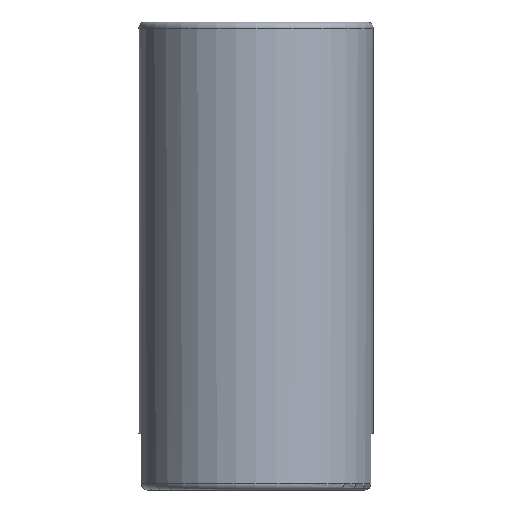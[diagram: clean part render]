
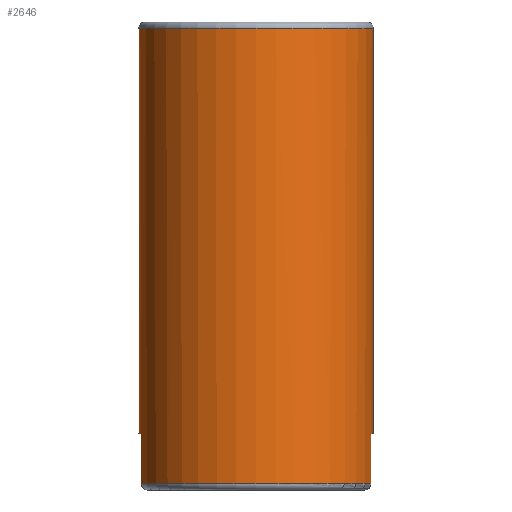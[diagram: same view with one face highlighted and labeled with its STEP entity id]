
A CAD part, front view. The second image highlights one B-rep face of the part: STEP entity #2646.
In plain terms, the highlighted cylindrical face has radius 2.388 mm (diameter 4.775 mm), a full revolution.
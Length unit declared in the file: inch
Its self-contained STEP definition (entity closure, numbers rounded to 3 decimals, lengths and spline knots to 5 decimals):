
#493 = DIRECTION ( 'NONE',  ( 0., 0., 1. ) ) ;
#494 = DIRECTION ( 'NONE',  ( 1., 0., 0. ) ) ;
#513 = CARTESIAN_POINT ( 'NONE',  ( -0.09206, 0.019, 0.045 ) ) ;
#514 = CARTESIAN_POINT ( 'NONE',  ( 0.09206, -0.019, 0.005 ) ) ;
#515 = CARTESIAN_POINT ( 'NONE',  ( 0.09206, 0.019, 0.045 ) ) ;
#519 = CARTESIAN_POINT ( 'NONE',  ( -0.09206, -0.019, 0.005 ) ) ;
#538 = CARTESIAN_POINT ( 'NONE',  ( -0.09206, -0.019, 0.045 ) ) ;
#541 = CARTESIAN_POINT ( 'NONE',  ( 0.09206, -0.019, 0.045 ) ) ;
#552 = CARTESIAN_POINT ( 'NONE',  ( -0.09206, 0.019, 0.005 ) ) ;
#564 = VERTEX_POINT ( 'NONE', #552 ) ;
#578 = VERTEX_POINT ( 'NONE', #538 ) ;
#581 = VERTEX_POINT ( 'NONE', #541 ) ;
#587 = CARTESIAN_POINT ( 'NONE',  ( 0.09206, 0.019, 0.005 ) ) ;
#603 = VERTEX_POINT ( 'NONE', #519 ) ;
#604 = VERTEX_POINT ( 'NONE', #515 ) ;
#605 = VERTEX_POINT ( 'NONE', #514 ) ;
#608 = VERTEX_POINT ( 'NONE', #513 ) ;
#609 = VERTEX_POINT ( 'NONE', #587 ) ;
#619 = CARTESIAN_POINT ( 'NONE',  ( 0., 0., 0.005 ) ) ;
#661 = CARTESIAN_POINT ( 'NONE',  ( 0., 0., 0.045 ) ) ;
#662 = DIRECTION ( 'NONE',  ( 0., 0., 1. ) ) ;
#663 = DIRECTION ( 'NONE',  ( 1., 0., 0. ) ) ;
#799 = VECTOR ( 'NONE', #1039, 39.37008 ) ;
#801 = LINE ( 'NONE', #1034, #802 ) ;
#802 = VECTOR ( 'NONE', #1033, 39.37008 ) ;
#959 = DIRECTION ( 'NONE',  ( 0., 0., 1. ) ) ;
#960 = DIRECTION ( 'NONE',  ( 1., 0., 0. ) ) ;
#966 = CARTESIAN_POINT ( 'NONE',  ( 0., 0., 0.37381 ) ) ;
#1025 = DIRECTION ( 'NONE',  ( 1., 0., 0. ) ) ;
#1026 = DIRECTION ( 'NONE',  ( 0., 0., 1. ) ) ;
#1032 = CARTESIAN_POINT ( 'NONE',  ( 0., 0., 0.37 ) ) ;
#1033 = DIRECTION ( 'NONE',  ( 0., 0., 1. ) ) ;
#1034 = CARTESIAN_POINT ( 'NONE',  ( 0.09206, -0.019, 0.37381 ) ) ;
#1039 = DIRECTION ( 'NONE',  ( 0., 0., 1. ) ) ;
#1040 = CARTESIAN_POINT ( 'NONE',  ( -0.09206, 0.019, 0.37381 ) ) ;
#1251 = EDGE_CURVE ( 'NONE', #603, #605, #1948, .T. ) ;
#1271 = EDGE_CURVE ( 'NONE', #608, #578, #1942, .T. ) ;
#1276 = EDGE_CURVE ( 'NONE', #604, #609, #1939, .T. ) ;
#1277 = AXIS2_PLACEMENT_3D ( 'NONE', #619, #493, #494 ) ;
#1283 = EDGE_CURVE ( 'NONE', #578, #603, #1856, .T. ) ;
#1300 = EDGE_CURVE ( 'NONE', #581, #604, #1839, .T. ) ;
#1303 = EDGE_CURVE ( 'NONE', #609, #564, #1837, .T. ) ;
#1318 = EDGE_CURVE ( 'NONE', #564, #608, #3162, .T. ) ;
#1320 = EDGE_CURVE ( 'NONE', #605, #581, #801, .T. ) ;
#1321 = EDGE_CURVE ( 'NONE', #2607, #2607, #1813, .T. ) ;
#1467 = DIRECTION ( 'NONE',  ( 1., 0., 0. ) ) ;
#1468 = DIRECTION ( 'NONE',  ( 0., 0., 1. ) ) ;
#1469 = CARTESIAN_POINT ( 'NONE',  ( 0., 0., 0.005 ) ) ;
#1480 = DIRECTION ( 'NONE',  ( 1., 0., 0. ) ) ;
#1481 = DIRECTION ( 'NONE',  ( 0., 0., 1. ) ) ;
#1482 = CARTESIAN_POINT ( 'NONE',  ( 0., 0., 0.045 ) ) ;
#1713 = DIRECTION ( 'NONE',  ( 0., 0., -1. ) ) ;
#1714 = CARTESIAN_POINT ( 'NONE',  ( -0.09206, -0.019, 0.37381 ) ) ;
#1748 = DIRECTION ( 'NONE',  ( 0., 0., -1. ) ) ;
#1749 = CARTESIAN_POINT ( 'NONE',  ( 0.09206, 0.019, 0.37381 ) ) ;
#1807 = CYLINDRICAL_SURFACE ( 'NONE', #1916, 0.094 ) ;
#1809 = FACE_OUTER_BOUND ( 'NONE', #2574, .T. ) ;
#1813 = CIRCLE ( 'NONE', #1878, 0.094 ) ;
#1823 = FACE_OUTER_BOUND ( 'NONE', #2584, .T. ) ;
#1837 = CIRCLE ( 'NONE', #1886, 0.094 ) ;
#1839 = CIRCLE ( 'NONE', #1914, 0.094 ) ;
#1854 = VECTOR ( 'NONE', #1713, 39.37008 ) ;
#1856 = LINE ( 'NONE', #1714, #1854 ) ;
#1878 = AXIS2_PLACEMENT_3D ( 'NONE', #1032, #1026, #1025 ) ;
#1886 = AXIS2_PLACEMENT_3D ( 'NONE', #1469, #1468, #1467 ) ;
#1911 = AXIS2_PLACEMENT_3D ( 'NONE', #661, #662, #663 ) ;
#1914 = AXIS2_PLACEMENT_3D ( 'NONE', #1482, #1481, #1480 ) ;
#1916 = AXIS2_PLACEMENT_3D ( 'NONE', #966, #959, #960 ) ;
#1938 = VECTOR ( 'NONE', #1748, 39.37008 ) ;
#1939 = LINE ( 'NONE', #1749, #1938 ) ;
#1942 = CIRCLE ( 'NONE', #1911, 0.094 ) ;
#1948 = CIRCLE ( 'NONE', #1277, 0.094 ) ;
#2503 = ORIENTED_EDGE ( 'NONE', *, *, #1321, .F. ) ;
#2504 = ORIENTED_EDGE ( 'NONE', *, *, #1318, .T. ) ;
#2505 = ORIENTED_EDGE ( 'NONE', *, *, #1271, .T. ) ;
#2506 = ORIENTED_EDGE ( 'NONE', *, *, #1283, .T. ) ;
#2507 = ORIENTED_EDGE ( 'NONE', *, *, #1251, .T. ) ;
#2508 = ORIENTED_EDGE ( 'NONE', *, *, #1320, .T. ) ;
#2509 = ORIENTED_EDGE ( 'NONE', *, *, #1300, .T. ) ;
#2510 = ORIENTED_EDGE ( 'NONE', *, *, #1276, .T. ) ;
#2511 = ORIENTED_EDGE ( 'NONE', *, *, #1303, .T. ) ;
#2574 = EDGE_LOOP ( 'NONE', ( #2504, #2505, #2506, #2507, #2508, #2509, #2510, #2511 ) ) ;
#2584 = EDGE_LOOP ( 'NONE', ( #2503 ) ) ;
#2606 = CARTESIAN_POINT ( 'NONE',  ( 0.094, 0., 0.37 ) ) ;
#2607 = VERTEX_POINT ( 'NONE', #2606 ) ;
#2646 = ADVANCED_FACE ( 'NONE', ( #1823, #1809 ), #1807, .T. ) ;
#3162 = LINE ( 'NONE', #1040, #799 ) ;
